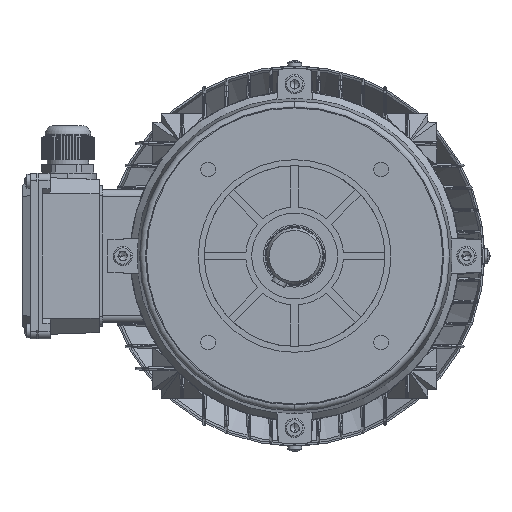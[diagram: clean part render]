
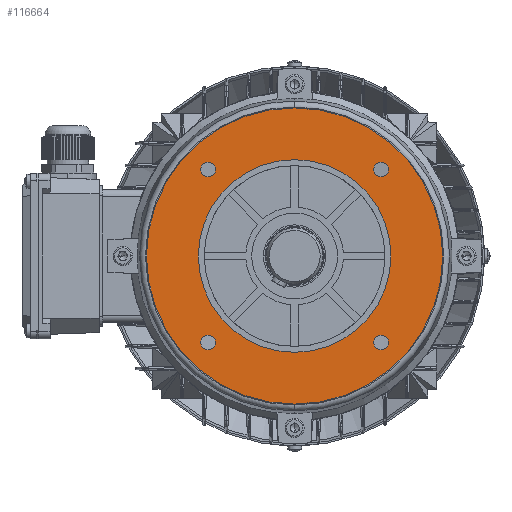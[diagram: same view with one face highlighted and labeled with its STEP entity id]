
A CAD part, left-side view. The second image highlights one B-rep face of the part: STEP entity #116664.
In plain terms, the highlighted face is planar.
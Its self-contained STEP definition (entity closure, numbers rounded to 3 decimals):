
#3609 = EDGE_CURVE ( 'NONE', #7291, #4215, #87933, .T. ) ;
#4215 = VERTEX_POINT ( 'NONE', #88722 ) ;
#5482 = VERTEX_POINT ( 'NONE', #90860 ) ;
#5566 = EDGE_CURVE ( 'NONE', #5572, #5482, #91000, .T. ) ;
#5572 = VERTEX_POINT ( 'NONE', #91050 ) ;
#5743 = VERTEX_POINT ( 'NONE', #91392 ) ;
#5751 = VERTEX_POINT ( 'NONE', #91430 ) ;
#5787 = EDGE_CURVE ( 'NONE', #5751, #5743, #91493, .T. ) ;
#7222 = VERTEX_POINT ( 'NONE', #94305 ) ;
#7243 = VERTEX_POINT ( 'NONE', #94317 ) ;
#7261 = EDGE_CURVE ( 'NONE', #7243, #7222, #94362, .T. ) ;
#7291 = VERTEX_POINT ( 'NONE', #94444 ) ;
#13984 = EDGE_LOOP ( 'NONE', ( #14034, #14171 ) ) ;
#14034 = ORIENTED_EDGE ( 'NONE', *, *, #14065, .F. ) ;
#14065 = EDGE_CURVE ( 'NONE', #101560, #20792, #32851, .T. ) ;
#14112 = ORIENTED_EDGE ( 'NONE', *, *, #14207, .F. ) ;
#14166 = EDGE_LOOP ( 'NONE', ( #14112, #14227 ) ) ;
#14171 = ORIENTED_EDGE ( 'NONE', *, *, #101470, .F. ) ;
#14172 = EDGE_CURVE ( 'NONE', #5482, #5572, #33064, .T. ) ;
#14174 = EDGE_CURVE ( 'NONE', #4215, #7291, #33060, .T. ) ;
#14207 = EDGE_CURVE ( 'NONE', #7222, #7243, #33065, .T. ) ;
#14215 = ORIENTED_EDGE ( 'NONE', *, *, #5566, .T. ) ;
#14219 = ORIENTED_EDGE ( 'NONE', *, *, #14172, .T. ) ;
#14223 = EDGE_LOOP ( 'NONE', ( #14215, #14219 ) ) ;
#14227 = ORIENTED_EDGE ( 'NONE', *, *, #7261, .F. ) ;
#14231 = ORIENTED_EDGE ( 'NONE', *, *, #3609, .F. ) ;
#14281 = ORIENTED_EDGE ( 'NONE', *, *, #14174, .F. ) ;
#14322 = EDGE_LOOP ( 'NONE', ( #14281, #14231 ) ) ;
#14373 = EDGE_LOOP ( 'NONE', ( #14417, #14419 ) ) ;
#14417 = ORIENTED_EDGE ( 'NONE', *, *, #5787, .F. ) ;
#14419 = ORIENTED_EDGE ( 'NONE', *, *, #116661, .F. ) ;
#16383 = ORIENTED_EDGE ( 'NONE', *, *, #20642, .F. ) ;
#20529 = VERTEX_POINT ( 'NONE', #44016 ) ;
#20642 = EDGE_CURVE ( 'NONE', #20529, #20643, #44216, .T. ) ;
#20643 = VERTEX_POINT ( 'NONE', #44211 ) ;
#20792 = VERTEX_POINT ( 'NONE', #44414 ) ;
#32847 = DIRECTION ( 'NONE',  ( 1., 0., 0. ) ) ;
#32848 = DIRECTION ( 'NONE',  ( 0., 0., 1. ) ) ;
#32849 = CARTESIAN_POINT ( 'NONE',  ( -58.336, -58.336, 27.689 ) ) ;
#32850 = AXIS2_PLACEMENT_3D ( 'NONE', #32849, #32848, #32847 ) ;
#32851 = CIRCLE ( 'NONE', #32850, 5. ) ;
#33006 = CARTESIAN_POINT ( 'NONE',  ( 0., 0., 27.689 ) ) ;
#33056 = DIRECTION ( 'NONE',  ( 1., 0., 0. ) ) ;
#33057 = DIRECTION ( 'NONE',  ( 0., 0., 1. ) ) ;
#33058 = CARTESIAN_POINT ( 'NONE',  ( 58.336, 58.336, 27.689 ) ) ;
#33059 = AXIS2_PLACEMENT_3D ( 'NONE', #33058, #33057, #33056 ) ;
#33060 = CIRCLE ( 'NONE', #33059, 5. ) ;
#33061 = DIRECTION ( 'NONE',  ( -1., 0., 0. ) ) ;
#33062 = DIRECTION ( 'NONE',  ( 0., 0., -1. ) ) ;
#33063 = AXIS2_PLACEMENT_3D ( 'NONE', #33006, #33062, #33061 ) ;
#33064 = CIRCLE ( 'NONE', #33063, 65. ) ;
#33065 = CIRCLE ( 'NONE', #33131, 5. ) ;
#33069 = CARTESIAN_POINT ( 'NONE',  ( 58.336, -58.336, 27.689 ) ) ;
#33129 = DIRECTION ( 'NONE',  ( 1., 0., 0. ) ) ;
#33130 = DIRECTION ( 'NONE',  ( 0., 0., 1. ) ) ;
#33131 = AXIS2_PLACEMENT_3D ( 'NONE', #33069, #33130, #33129 ) ;
#44016 = CARTESIAN_POINT ( 'NONE',  ( -63.336, 58.336, 27.689 ) ) ;
#44211 = CARTESIAN_POINT ( 'NONE',  ( -53.336, 58.336, 27.689 ) ) ;
#44212 = DIRECTION ( 'NONE',  ( 1., 0., 0. ) ) ;
#44213 = DIRECTION ( 'NONE',  ( 0., 0., 1. ) ) ;
#44214 = CARTESIAN_POINT ( 'NONE',  ( -58.336, 58.336, 27.689 ) ) ;
#44215 = AXIS2_PLACEMENT_3D ( 'NONE', #44214, #44213, #44212 ) ;
#44216 = CIRCLE ( 'NONE', #44215, 5. ) ;
#44414 = CARTESIAN_POINT ( 'NONE',  ( -63.336, -58.336, 27.689 ) ) ;
#46058 = CARTESIAN_POINT ( 'NONE',  ( -58.336, -58.336, 27.689 ) ) ;
#46059 = AXIS2_PLACEMENT_3D ( 'NONE', #46058, #46120, #46119 ) ;
#46060 = CIRCLE ( 'NONE', #46059, 5. ) ;
#46119 = DIRECTION ( 'NONE',  ( 1., 0., 0. ) ) ;
#46120 = DIRECTION ( 'NONE',  ( 0., 0., 1. ) ) ;
#46178 = CARTESIAN_POINT ( 'NONE',  ( -53.336, -58.336, 27.689 ) ) ;
#72134 = DIRECTION ( 'NONE',  ( -1., 0., 0. ) ) ;
#72135 = DIRECTION ( 'NONE',  ( 0., 0., -1. ) ) ;
#72136 = CARTESIAN_POINT ( 'NONE',  ( 0., 0., 27.689 ) ) ;
#72137 = AXIS2_PLACEMENT_3D ( 'NONE', #72136, #72135, #72134 ) ;
#72138 = CIRCLE ( 'NONE', #72137, 100. ) ;
#72183 = DIRECTION ( 'NONE',  ( 1., 0., 0. ) ) ;
#72184 = DIRECTION ( 'NONE',  ( 0., 0., 1. ) ) ;
#72186 = AXIS2_PLACEMENT_3D ( 'NONE', #72188, #72184, #72183 ) ;
#72188 = CARTESIAN_POINT ( 'NONE',  ( -100., 0., 27.689 ) ) ;
#72189 = PLANE ( 'NONE',  #72186 ) ;
#72190 = FACE_OUTER_BOUND ( 'NONE', #14373, .T. ) ;
#72191 = FACE_BOUND ( 'NONE', #14223, .T. ) ;
#72192 = FACE_BOUND ( 'NONE', #14322, .T. ) ;
#72193 = FACE_BOUND ( 'NONE', #14166, .T. ) ;
#72194 = FACE_BOUND ( 'NONE', #13984, .T. ) ;
#72195 = FACE_BOUND ( 'NONE', #116667, .T. ) ;
#72196 = DIRECTION ( 'NONE',  ( 1., 0., 0. ) ) ;
#72197 = DIRECTION ( 'NONE',  ( 0., 0., 1. ) ) ;
#72198 = CARTESIAN_POINT ( 'NONE',  ( -58.336, 58.336, 27.689 ) ) ;
#72199 = AXIS2_PLACEMENT_3D ( 'NONE', #72198, #72197, #72196 ) ;
#72200 = CIRCLE ( 'NONE', #72199, 5. ) ;
#87926 = DIRECTION ( 'NONE',  ( 1., 0., 0. ) ) ;
#87927 = DIRECTION ( 'NONE',  ( 0., 0., 1. ) ) ;
#87928 = CARTESIAN_POINT ( 'NONE',  ( 58.336, 58.336, 27.689 ) ) ;
#87929 = AXIS2_PLACEMENT_3D ( 'NONE', #87928, #87927, #87926 ) ;
#87933 = CIRCLE ( 'NONE', #87929, 5. ) ;
#88722 = CARTESIAN_POINT ( 'NONE',  ( 63.336, 58.336, 27.689 ) ) ;
#90860 = CARTESIAN_POINT ( 'NONE',  ( 65., 0., 27.689 ) ) ;
#90996 = DIRECTION ( 'NONE',  ( -1., 0., 0. ) ) ;
#90997 = DIRECTION ( 'NONE',  ( 0., 0., -1. ) ) ;
#90998 = CARTESIAN_POINT ( 'NONE',  ( 0., 0., 27.689 ) ) ;
#90999 = AXIS2_PLACEMENT_3D ( 'NONE', #90998, #90997, #90996 ) ;
#91000 = CIRCLE ( 'NONE', #90999, 65. ) ;
#91050 = CARTESIAN_POINT ( 'NONE',  ( -65., 0., 27.689 ) ) ;
#91392 = CARTESIAN_POINT ( 'NONE',  ( 100., 0., 27.689 ) ) ;
#91430 = CARTESIAN_POINT ( 'NONE',  ( -100., 0., 27.689 ) ) ;
#91489 = DIRECTION ( 'NONE',  ( -1., 0., 0. ) ) ;
#91490 = DIRECTION ( 'NONE',  ( 0., 0., -1. ) ) ;
#91491 = CARTESIAN_POINT ( 'NONE',  ( 0., 0., 27.689 ) ) ;
#91492 = AXIS2_PLACEMENT_3D ( 'NONE', #91491, #91490, #91489 ) ;
#91493 = CIRCLE ( 'NONE', #91492, 100. ) ;
#94305 = CARTESIAN_POINT ( 'NONE',  ( 63.336, -58.336, 27.689 ) ) ;
#94317 = CARTESIAN_POINT ( 'NONE',  ( 53.336, -58.336, 27.689 ) ) ;
#94359 = DIRECTION ( 'NONE',  ( 1., 0., 0. ) ) ;
#94360 = DIRECTION ( 'NONE',  ( 0., 0., 1. ) ) ;
#94361 = AXIS2_PLACEMENT_3D ( 'NONE', #94370, #94360, #94359 ) ;
#94362 = CIRCLE ( 'NONE', #94361, 5. ) ;
#94370 = CARTESIAN_POINT ( 'NONE',  ( 58.336, -58.336, 27.689 ) ) ;
#94444 = CARTESIAN_POINT ( 'NONE',  ( 53.336, 58.336, 27.689 ) ) ;
#101470 = EDGE_CURVE ( 'NONE', #20792, #101560, #46060, .T. ) ;
#101560 = VERTEX_POINT ( 'NONE', #46178 ) ;
#116661 = EDGE_CURVE ( 'NONE', #5743, #5751, #72138, .T. ) ;
#116662 = ORIENTED_EDGE ( 'NONE', *, *, #116663, .F. ) ;
#116663 = EDGE_CURVE ( 'NONE', #20643, #20529, #72200, .T. ) ;
#116664 = ADVANCED_FACE ( 'NONE', ( #72195, #72194, #72193, #72192, #72191, #72190 ), #72189, .T. ) ;
#116667 = EDGE_LOOP ( 'NONE', ( #116662, #16383 ) ) ;
